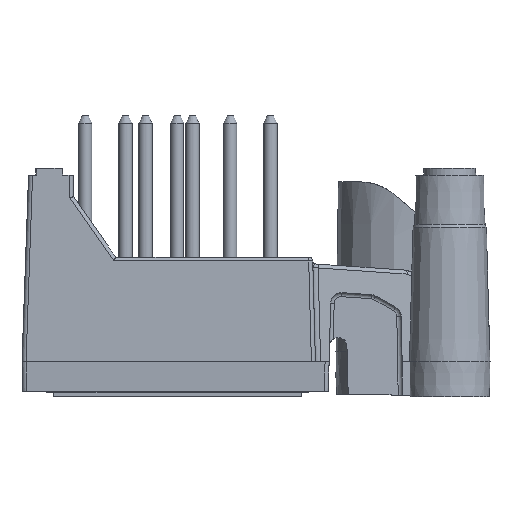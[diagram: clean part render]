
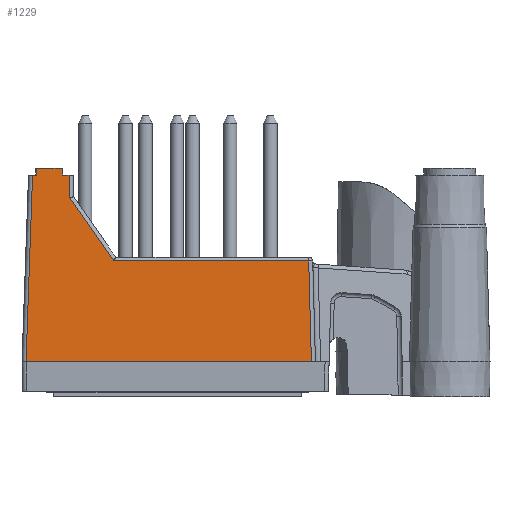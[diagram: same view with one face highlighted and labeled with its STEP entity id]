
A CAD part, left-side view. The second image highlights one B-rep face of the part: STEP entity #1229.
In plain terms, the highlighted planar face has unit normal (-1, 0, 0.026).
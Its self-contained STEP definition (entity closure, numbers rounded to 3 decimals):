
#1229 = ADVANCED_FACE( '', ( #2612 ), #2613, .T. );
#2612 = FACE_OUTER_BOUND( '', #6716, .T. );
#2613 = PLANE( '', #6717 );
#6716 = EDGE_LOOP( '', ( #11336, #11337, #11338, #11339, #11340, #11341, #11342, #11343, #11344, #11345, #11346 ) );
#6717 = AXIS2_PLACEMENT_3D( '', #11347, #11348, #11349 );
#11336 = ORIENTED_EDGE( '', *, *, #12540, .T. );
#11337 = ORIENTED_EDGE( '', *, *, #11995, .T. );
#11338 = ORIENTED_EDGE( '', *, *, #13356, .T. );
#11339 = ORIENTED_EDGE( '', *, *, #12594, .T. );
#11340 = ORIENTED_EDGE( '', *, *, #12230, .T. );
#11341 = ORIENTED_EDGE( '', *, *, #12554, .F. );
#11342 = ORIENTED_EDGE( '', *, *, #12098, .T. );
#11343 = ORIENTED_EDGE( '', *, *, #12475, .T. );
#11344 = ORIENTED_EDGE( '', *, *, #12770, .F. );
#11345 = ORIENTED_EDGE( '', *, *, #12441, .T. );
#11346 = ORIENTED_EDGE( '', *, *, #12620, .T. );
#11347 = CARTESIAN_POINT( '', ( -17.3, -0.035, 2.7 ) );
#11348 = DIRECTION( '', ( -1., 0., 0.026 ) );
#11349 = DIRECTION( '', ( 0., 1., 0. ) );
#11995 = EDGE_CURVE( '', #13493, #13490, #13494, .T. );
#12098 = EDGE_CURVE( '', #13680, #13678, #13681, .T. );
#12230 = EDGE_CURVE( '', #13912, #13913, #13914, .T. );
#12441 = EDGE_CURVE( '', #14257, #14260, #14262, .T. );
#12475 = EDGE_CURVE( '', #13678, #14319, #14321, .T. );
#12540 = EDGE_CURVE( '', #14419, #13493, #14420, .T. );
#12554 = EDGE_CURVE( '', #13680, #13913, #14438, .T. );
#12594 = EDGE_CURVE( '', #14496, #13912, #14497, .T. );
#12620 = EDGE_CURVE( '', #14260, #14419, #14529, .T. );
#12770 = EDGE_CURVE( '', #14257, #14319, #14751, .T. );
#13356 = EDGE_CURVE( '', #13490, #14496, #15515, .T. );
#13490 = VERTEX_POINT( '', #15662 );
#13493 = VERTEX_POINT( '', #15665 );
#13494 = LINE( '', #15666, #15667 );
#13678 = VERTEX_POINT( '', #16094 );
#13680 = VERTEX_POINT( '', #16096 );
#13681 = LINE( '', #16097, #16098 );
#13912 = VERTEX_POINT( '', #16838 );
#13913 = VERTEX_POINT( '', #16839 );
#13914 = LINE( '', #16840, #16841 );
#14257 = VERTEX_POINT( '', #17560 );
#14260 = VERTEX_POINT( '', #17564 );
#14262 = LINE( '', #17566, #17567 );
#14319 = VERTEX_POINT( '', #17658 );
#14321 = LINE( '', #17660, #17661 );
#14419 = VERTEX_POINT( '', #17873 );
#14420 = LINE( '', #17874, #17875 );
#14438 = ELLIPSE( '', #17897, 54.356, 1.061 );
#14496 = VERTEX_POINT( '', #18014 );
#14497 = ELLIPSE( '', #18015, 54.356, 1.061 );
#14529 = LINE( '', #18177, #18178 );
#14751 = LINE( '', #18750, #18751 );
#15515 = LINE( '', #20254, #20255 );
#15662 = CARTESIAN_POINT( '', ( -16.936, 8.093, 16.6 ) );
#15665 = CARTESIAN_POINT( '', ( -16.98, 8.063, 14.911 ) );
#15666 = CARTESIAN_POINT( '', ( -17.304, 7.848, 2.562 ) );
#15667 = VECTOR( '', #20427, 1000. );
#16094 = CARTESIAN_POINT( '', ( -16.936, 10.815, 16.6 ) );
#16096 = CARTESIAN_POINT( '', ( -16.936, 10.513, 16.6 ) );
#16097 = CARTESIAN_POINT( '', ( -16.936, -0.035, 16.6 ) );
#16098 = VECTOR( '', #20588, 1000. );
#16838 = CARTESIAN_POINT( '', ( -16.923, 8.609, 17.1 ) );
#16839 = CARTESIAN_POINT( '', ( -16.923, 10.508, 17.1 ) );
#16840 = CARTESIAN_POINT( '', ( -16.923, -0.035, 17.1 ) );
#16841 = VECTOR( '', #20744, 1000. );
#17560 = CARTESIAN_POINT( '', ( -17.3, -9.95, 2.7 ) );
#17564 = CARTESIAN_POINT( '', ( -17.103, -9.754, 10.208 ) );
#17566 = CARTESIAN_POINT( '', ( -17.096, -9.746, 10.492 ) );
#17567 = VECTOR( '', #20993, 1000. );
#17658 = CARTESIAN_POINT( '', ( -17.3, 11.3, 2.7 ) );
#17660 = CARTESIAN_POINT( '', ( -17.29, 11.286, 3.095 ) );
#17661 = VECTOR( '', #21068, 1000. );
#17873 = CARTESIAN_POINT( '', ( -17.103, 4.77, 10.208 ) );
#17874 = CARTESIAN_POINT( '', ( -17.294, -0.339, 2.912 ) );
#17875 = VECTOR( '', #21133, 1000. );
#17897 = AXIS2_PLACEMENT_3D( '', #21153, #21154, #21155 );
#18014 = CARTESIAN_POINT( '', ( -16.936, 8.605, 16.6 ) );
#18015 = AXIS2_PLACEMENT_3D( '', #21207, #21208, #21209 );
#18177 = CARTESIAN_POINT( '', ( -17.103, 4.614, 10.208 ) );
#18178 = VECTOR( '', #21240, 1000. );
#18750 = CARTESIAN_POINT( '', ( -17.3, -0.035, 2.7 ) );
#18751 = VECTOR( '', #21405, 1000. );
#20254 = CARTESIAN_POINT( '', ( -16.936, -0.035, 16.6 ) );
#20255 = VECTOR( '', #22064, 1000. );
#20427 = DIRECTION( '', ( 0.026, 0.017, 1. ) );
#20588 = DIRECTION( '', ( 0., 1., 0. ) );
#20744 = DIRECTION( '', ( 0., 1., 0. ) );
#20993 = DIRECTION( '', ( 0.026, 0.026, 0.999 ) );
#21068 = DIRECTION( '', ( -0.026, 0.035, -0.999 ) );
#21133 = DIRECTION( '', ( 0.021, 0.573, 0.819 ) );
#21153 = CARTESIAN_POINT( '', ( -17.557, 9.559, -7.126 ) );
#21154 = DIRECTION( '', ( 1., 0., -0.026 ) );
#21155 = DIRECTION( '', ( -0.026, 0., -1. ) );
#21207 = CARTESIAN_POINT( '', ( -17.557, 9.559, -7.126 ) );
#21208 = DIRECTION( '', ( -1., 0., 0.026 ) );
#21209 = DIRECTION( '', ( -0.026, 0., -1. ) );
#21240 = DIRECTION( '', ( 0., 1., 0. ) );
#21405 = DIRECTION( '', ( 0., 1., 0. ) );
#22064 = DIRECTION( '', ( 0., 1., 0. ) );
